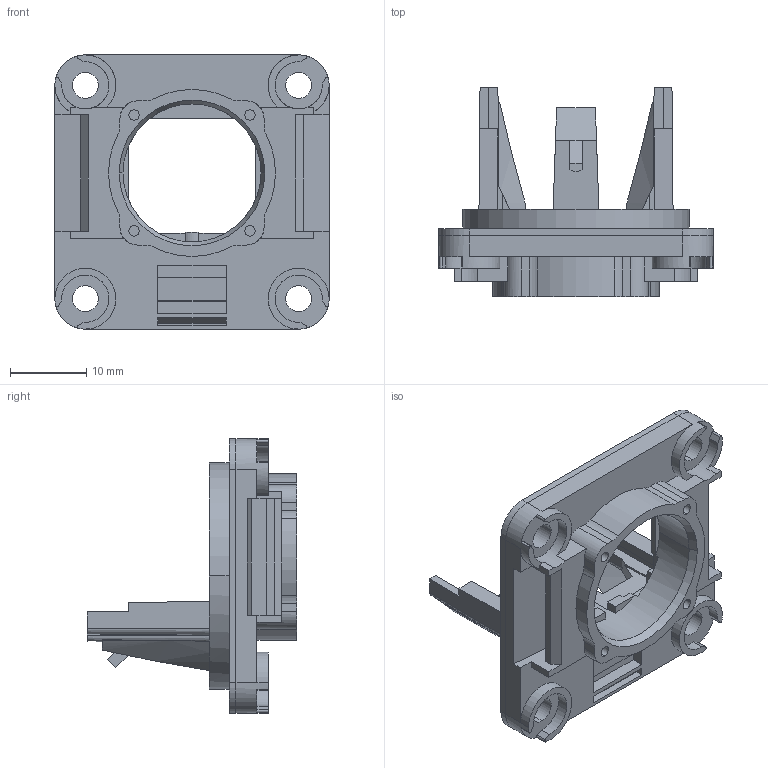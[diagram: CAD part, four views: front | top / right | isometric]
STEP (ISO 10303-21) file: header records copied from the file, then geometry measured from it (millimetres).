
FILE_DESCRIPTION(('Creo Elements/Direct Modeling STEP Export'),'2;1');
FILE_NAME('model.stp','2019-04-07T 1:37:25',(''),(''),'Creo Elements/Direct Modeling STEP processor for AP214 (Solid Model)','Creo Elements/Direct Modeling 20.1A 29-Sep-2018 (C) Parametric Technology GmbH','');
FILE_SCHEMA(('AUTOMOTIVE_DESIGN { 1 0 10303 214 1 1 1 1 }'));
Length unit declared in the file: millimetre
Products named in the file (2): VS-RJ45-IP67-AR-D30-BS_BK; VS-A-F-IP67-BK
Assembly tree (1 placements, depth 2):
  VS-A-F-IP67-BK
    VS-RJ45-IP67-AR-D30-BS_BK
Bounding box: 36 x 27.55 x 36 mm (x, y, z)
Volume: 5275.1 mm3; surface area: 5706 mm2
Topology: 1 solids, 1 shells, 279 faces, 773 edges, 507 vertices
Faces by surface type: plane 201, cylinder 61, cone 11, extrusion 4, bspline 2
Entity records: 11001 total; most frequent: CARTESIAN_POINT 1831, ORIENTED_EDGE 1546, DIRECTION 1303, EDGE_CURVE 773, VECTOR 537, LINE 534, VERTEX_POINT 507, AXIS2_PLACEMENT_3D 383
